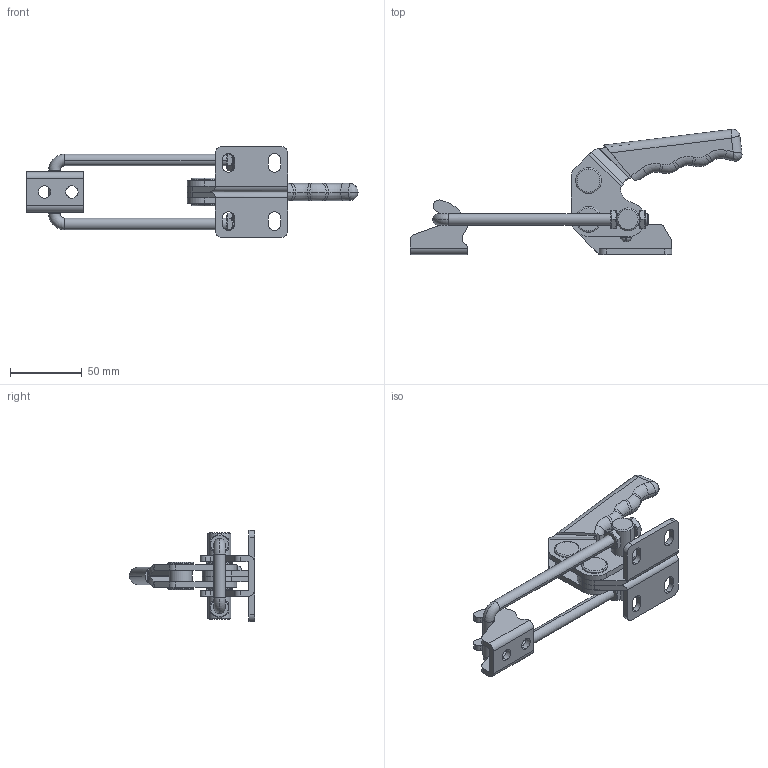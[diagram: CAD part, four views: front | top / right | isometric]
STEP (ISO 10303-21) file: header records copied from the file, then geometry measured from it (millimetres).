
FILE_DESCRIPTION (( 'STEP AP203' ), '1' );
FILE_NAME ('HS-40870 .STEP', '2021-12-02T02:41:43', ( '微软用户' ), ( '微软中国' ), 'SwSTEP 2.0', 'SolidWorks 2012', '' );
FILE_SCHEMA (( 'CONFIG_CONTROL_DESIGN' ));
Length unit declared in the file: millimetre
Products named in the file (10): HS-40870 ; hex thin nuts-grades ab-chamfered gb_GB_FASTENER_NUT_STNAB M8-N; 挴裝; 种粣; 种; 忒梟酘; 忒梟衵; 忒參; 縐諶; 菁釱
Assembly tree (13 placements, depth 2):
  HS-40870 
    菁釱
    縐諶
    忒參
    忒梟衵
    忒梟酘
    种  x2
    种粣
    挴裝
    hex thin nuts-grades ab-chamfered gb_GB_FASTENER_NUT_STNAB M8-N  x4
Bounding box: 231.21 x 87.22 x 63.5 mm (x, y, z)
Volume: 103838 mm3; surface area: 54024.6 mm2
Topology: 14 solids, 14 shells, 686 faces, 1777 edges, 1147 vertices
Faces by surface type: plane 326, cylinder 155, bspline 141, cone 40, torus 22, sphere 2
Entity records: 26969 total; most frequent: CARTESIAN_POINT 11282, ORIENTED_EDGE 3250, DIRECTION 2587, EDGE_CURVE 1625, VERTEX_POINT 1058, LINE 985, VECTOR 985, AXIS2_PLACEMENT_3D 801
